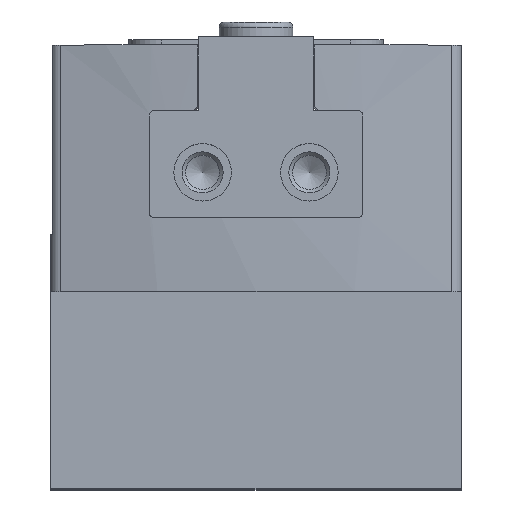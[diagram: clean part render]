
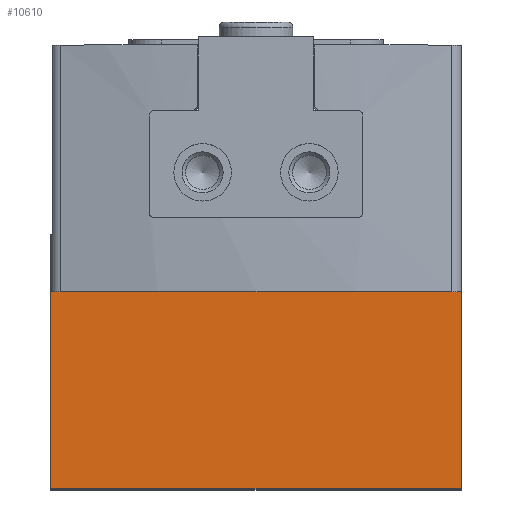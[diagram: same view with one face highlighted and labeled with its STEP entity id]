
A CAD part, top view. The second image highlights one B-rep face of the part: STEP entity #10610.
In plain terms, the highlighted planar face has unit normal (0, 0, 1).
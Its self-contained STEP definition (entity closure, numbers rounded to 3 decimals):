
#1249=ORIENTED_EDGE('',*,*,#3186,.T.);
#1250=ORIENTED_EDGE('',*,*,#3128,.F.);
#1251=ORIENTED_EDGE('',*,*,#3262,.F.);
#1252=ORIENTED_EDGE('',*,*,#3094,.T.);
#3094=EDGE_CURVE('',#4080,#4079,#4696,.T.);
#3128=EDGE_CURVE('',#4109,#4110,#4722,.T.);
#3186=EDGE_CURVE('',#4079,#4110,#4757,.T.);
#3262=EDGE_CURVE('',#4080,#4109,#4794,.T.);
#4079=VERTEX_POINT('',#15225);
#4080=VERTEX_POINT('',#15227);
#4109=VERTEX_POINT('',#15292);
#4110=VERTEX_POINT('',#15294);
#4696=LINE('',#15226,#5250);
#4722=LINE('',#15293,#5276);
#4757=LINE('',#15405,#5311);
#4794=LINE('',#15549,#5348);
#5250=VECTOR('',#12377,1000.);
#5276=VECTOR('',#12425,1000.);
#5311=VECTOR('',#12518,1000.);
#5348=VECTOR('',#12651,1000.);
#5847=EDGE_LOOP('',(#1249,#1250,#1251,#1252));
#6563=FACE_BOUND('',#5847,.T.);
#7213=PLANE('',#11305);
#10610=ADVANCED_FACE('',(#6563),#7213,.F.);
#11305=AXIS2_PLACEMENT_3D('',#15548,#12649,#12650);
#12377=DIRECTION('',(0.,-1.,0.));
#12425=DIRECTION('',(0.,-1.,0.));
#12518=DIRECTION('',(1.,0.,0.));
#12649=DIRECTION('',(0.,0.,-1.));
#12650=DIRECTION('',(-1.,0.,0.));
#12651=DIRECTION('',(1.,0.,0.));
#15225=CARTESIAN_POINT('',(-25.,0.,40.));
#15226=CARTESIAN_POINT('',(-25.,24.,40.));
#15227=CARTESIAN_POINT('',(-25.,24.,40.));
#15292=CARTESIAN_POINT('',(25.,24.,40.));
#15293=CARTESIAN_POINT('',(25.,24.,40.));
#15294=CARTESIAN_POINT('',(25.,0.,40.));
#15405=CARTESIAN_POINT('',(-25.,0.,40.));
#15548=CARTESIAN_POINT('',(-25.,24.,40.));
#15549=CARTESIAN_POINT('',(-25.,24.,40.));
